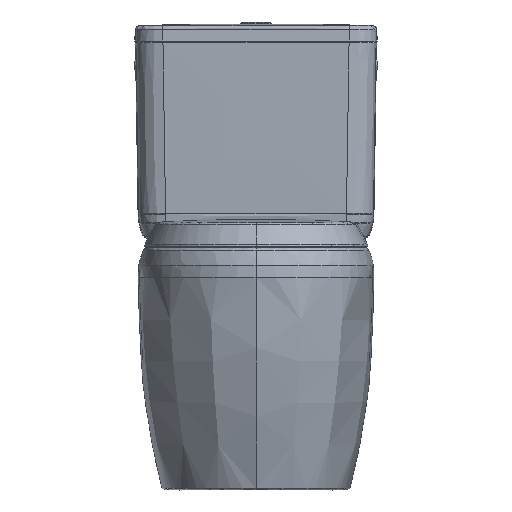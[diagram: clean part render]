
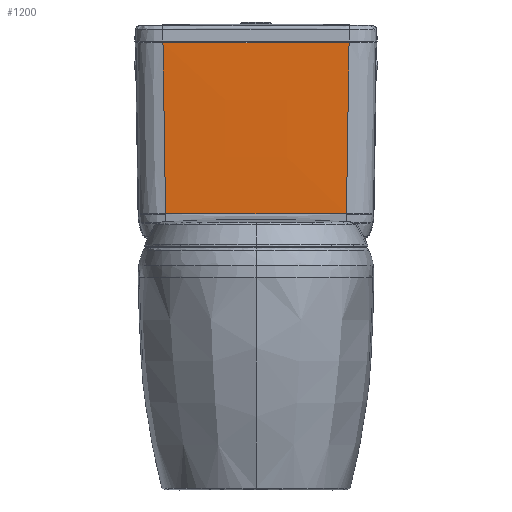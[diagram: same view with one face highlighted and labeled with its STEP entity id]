
A CAD part, front view. The second image highlights one B-rep face of the part: STEP entity #1200.
In plain terms, the highlighted free-form (B-spline) face has degree [3, 3] with [4, 4] control points.
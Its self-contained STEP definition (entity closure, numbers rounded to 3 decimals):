
#45=B_SPLINE_SURFACE_WITH_KNOTS('',3,3,((#24398,#24399,#24400,#24401),(#24402,
#24403,#24404,#24405),(#24406,#24407,#24408,#24409),(#24410,#24411,#24412,
#24413)),.UNSPECIFIED.,.F.,.F.,.F.,(4,4),(4,4),(0.,325.118),(0.,390.011),
 .UNSPECIFIED.);
#1200=ADVANCED_FACE('',(#2684),#45,.T.);
#2684=FACE_OUTER_BOUND('',#4172,.T.);
#4172=EDGE_LOOP('',(#5837,#5838,#5839,#5840));
#5837=ORIENTED_EDGE('',*,*,#12830,.T.);
#5838=ORIENTED_EDGE('',*,*,#12831,.F.);
#5839=ORIENTED_EDGE('',*,*,#12832,.T.);
#5840=ORIENTED_EDGE('',*,*,#12833,.T.);
#12830=EDGE_CURVE('',#19905,#19903,#16357,.T.);
#12831=EDGE_CURVE('',#19917,#19903,#16358,.T.);
#12832=EDGE_CURVE('',#19917,#19919,#16359,.T.);
#12833=EDGE_CURVE('',#19919,#19905,#16360,.T.);
#16357=B_SPLINE_CURVE_WITH_KNOTS('',3,(#30755,#30756,#30757,#30758),
 .UNSPECIFIED.,.F.,.F.,(4,4),(-365.819,-83.706),
 .UNSPECIFIED.);
#16358=B_SPLINE_CURVE_WITH_KNOTS('',3,(#30759,#30760,#30761,#30762),
 .UNSPECIFIED.,.F.,.F.,(4,4),(43.917,342.302),.UNSPECIFIED.);
#16359=B_SPLINE_CURVE_WITH_KNOTS('',3,(#30763,#30764,#30765,#30766),
 .UNSPECIFIED.,.F.,.F.,(4,4),(-397.609,0.),.UNSPECIFIED.);
#16360=B_SPLINE_CURVE_WITH_KNOTS('',3,(#30767,#30768,#30769,#30770),
 .UNSPECIFIED.,.F.,.F.,(4,4),(43.385,346.626),
 .UNSPECIFIED.);
#19903=VERTEX_POINT('',#30081);
#19905=VERTEX_POINT('',#30083);
#19917=VERTEX_POINT('',#30095);
#19919=VERTEX_POINT('',#30097);
#24398=CARTESIAN_POINT('',(192.366,166.296,208.039));
#24399=CARTESIAN_POINT('',(64.039,163.825,208.039));
#24400=CARTESIAN_POINT('',(-64.336,163.825,208.039));
#24401=CARTESIAN_POINT('',(-192.664,166.296,208.039));
#24402=CARTESIAN_POINT('',(194.01,163.661,316.372));
#24403=CARTESIAN_POINT('',(64.587,161.159,316.372));
#24404=CARTESIAN_POINT('',(-64.885,161.159,316.372));
#24405=CARTESIAN_POINT('',(-194.308,163.661,316.372));
#24406=CARTESIAN_POINT('',(195.654,161.025,424.705));
#24407=CARTESIAN_POINT('',(65.135,158.459,424.705));
#24408=CARTESIAN_POINT('',(-65.433,158.459,424.705));
#24409=CARTESIAN_POINT('',(-195.952,161.025,424.705));
#24410=CARTESIAN_POINT('',(197.297,158.39,533.039));
#24411=CARTESIAN_POINT('',(65.684,155.793,533.039));
#24412=CARTESIAN_POINT('',(-65.981,155.793,533.039));
#24413=CARTESIAN_POINT('',(-197.595,158.39,533.039));
#30081=CARTESIAN_POINT('',(-149.337,164.572,248.039));
#30083=CARTESIAN_POINT('',(-153.636,157.693,530.04));
#30095=CARTESIAN_POINT('',(149.039,164.572,248.039));
#30097=CARTESIAN_POINT('',(153.338,157.693,530.04));
#30755=CARTESIAN_POINT('',(-153.636,157.693,530.04));
#30756=CARTESIAN_POINT('',(-152.206,159.983,436.039));
#30757=CARTESIAN_POINT('',(-150.769,162.28,342.039));
#30758=CARTESIAN_POINT('',(-149.337,164.572,248.039));
#30759=CARTESIAN_POINT('',(149.039,164.572,248.039));
#30760=CARTESIAN_POINT('',(49.588,163.089,248.039));
#30761=CARTESIAN_POINT('',(-49.886,163.09,248.039));
#30762=CARTESIAN_POINT('',(-149.337,164.572,248.039));
#30763=CARTESIAN_POINT('',(149.039,164.572,248.039));
#30764=CARTESIAN_POINT('',(150.471,162.28,342.039));
#30765=CARTESIAN_POINT('',(151.908,159.983,436.039));
#30766=CARTESIAN_POINT('',(153.338,157.693,530.04));
#30767=CARTESIAN_POINT('',(153.338,157.693,530.04));
#30768=CARTESIAN_POINT('',(51.021,156.124,530.04));
#30769=CARTESIAN_POINT('',(-51.319,156.124,530.04));
#30770=CARTESIAN_POINT('',(-153.636,157.693,530.04));
